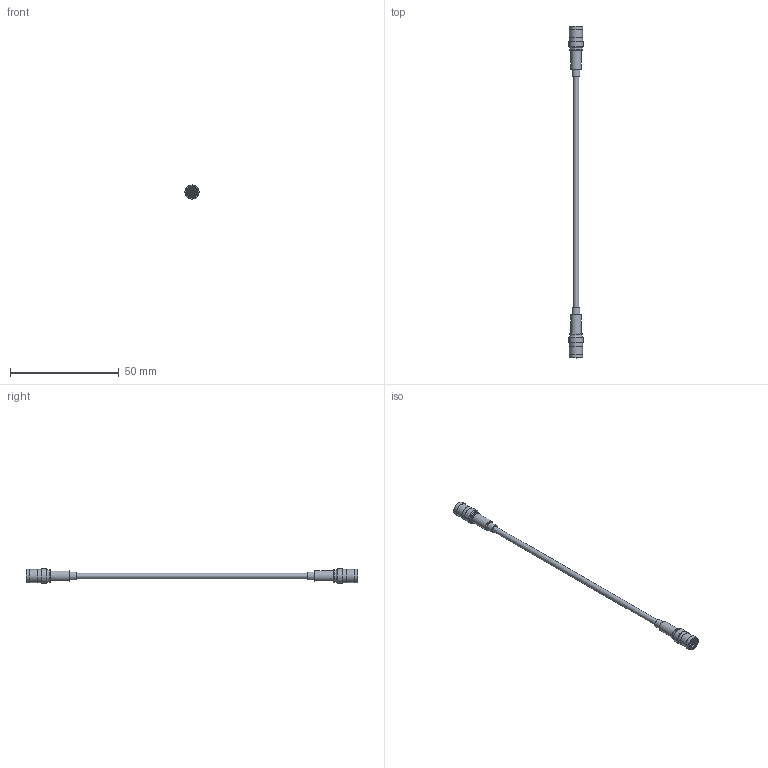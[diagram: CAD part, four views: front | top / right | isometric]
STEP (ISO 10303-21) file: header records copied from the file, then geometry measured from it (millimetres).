
FILE_DESCRIPTION(/* description */ ('Unknown'),/* implementation_level */ '2;1');
FILE_NAME(/* name */ '65502810515301',/* time_stamp */ '2020-01-20T09:58:35+01:00',/* author */ ('Unknown'),/* organization */ ('Unknown'),/* preprocessor_version */ 'ST-DEVELOPER v16.7',/* originating_system */ 'DEX',/* authorisation */ $);
FILE_SCHEMA (('AUTOMOTIVE_DESIGN {1 0 10303 214 3 1 1}'));
Length unit declared in the file: millimetre
Products named in the file (1): 65502810515301
Bounding box: 6.52 x 152.6 x 6.52 mm (x, y, z)
Volume: 2917.8 mm3; surface area: 5152.5 mm2
Topology: 6 solids, 6 shells, 1166 faces, 4072 edges, 2614 vertices
Faces by surface type: plane 844, cylinder 182, cone 136, torus 4
Full cylindrical faces by diameter (mm): 0.55 x4, 0.94 x4, 0.96 x4, 2 x4, 2.6 x2, 2.9 x4, 3.6 x4, 3.72 x4, 4.44 x4, 4.46 x4, 4.78 x4, 4.8 x4, 4.98 x4, 5.06 x4, 5.2 x8, 5.4 x4, 5.62 x4, 6.02 x4, 6.35 x8, 6.52 x4
Entity records: 52252 total; most frequent: CARTESIAN_POINT 9475, ORIENTED_EDGE 7760, DIRECTION 6886, EDGE_CURVE 3880, VERTEX_POINT 2556, AXIS2_PLACEMENT_3D 2463, LINE 1960, VECTOR 1960
